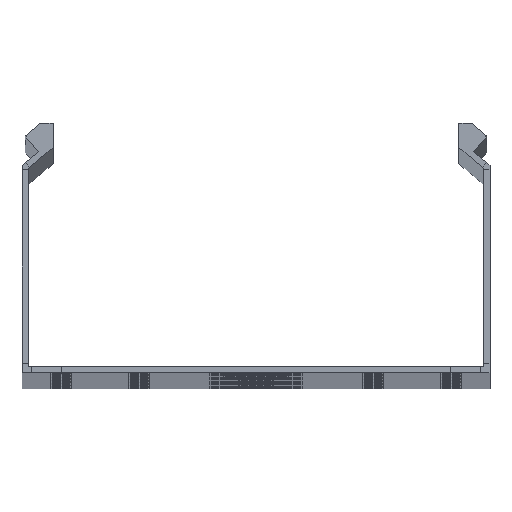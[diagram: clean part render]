
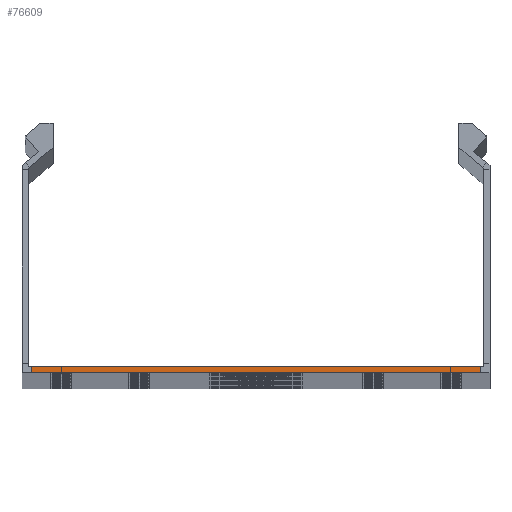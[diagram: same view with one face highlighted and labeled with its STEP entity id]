
A CAD part, top view. The second image highlights one B-rep face of the part: STEP entity #76609.
In plain terms, the highlighted planar face has unit normal (0, 0, 1).
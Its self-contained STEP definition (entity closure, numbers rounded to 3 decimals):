
#279 = CARTESIAN_POINT ( 'NONE',  ( -75., 0., 1500. ) ) ;
#8256 = VECTOR ( 'NONE', #82689, 1000. ) ;
#13356 = CARTESIAN_POINT ( 'NONE',  ( 72., 0., 1500. ) ) ;
#13367 = VECTOR ( 'NONE', #34756, 1000. ) ;
#29043 = VERTEX_POINT ( 'NONE', #72673 ) ;
#29076 = CARTESIAN_POINT ( 'NONE',  ( 73., 3., 1500. ) ) ;
#31527 = ORIENTED_EDGE ( 'NONE', *, *, #44005, .T. ) ;
#34756 = DIRECTION ( 'NONE',  ( 0., 1., 0. ) ) ;
#35446 = ORIENTED_EDGE ( 'NONE', *, *, #60871, .T. ) ;
#36038 = LINE ( 'NONE', #13356, #13367 ) ;
#39076 = CARTESIAN_POINT ( 'NONE',  ( -75., 2., 1500. ) ) ;
#40537 = CARTESIAN_POINT ( 'NONE',  ( 72., 0., 1500. ) ) ;
#44005 = EDGE_CURVE ( 'NONE', #86394, #29043, #36038, .T. ) ;
#44422 = EDGE_CURVE ( 'NONE', #86394, #82031, #53601, .T. ) ;
#45947 = DIRECTION ( 'NONE',  ( -1., 0., 0. ) ) ;
#49220 = DIRECTION ( 'NONE',  ( 1., 0., 0. ) ) ;
#53601 = LINE ( 'NONE', #279, #55760 ) ;
#55760 = VECTOR ( 'NONE', #57213, 1000. ) ;
#57076 = PLANE ( 'NONE',  #81243 ) ;
#57213 = DIRECTION ( 'NONE',  ( -1., 0., 0. ) ) ;
#58256 = LINE ( 'NONE', #39076, #63625 ) ;
#60871 = EDGE_CURVE ( 'NONE', #29043, #62372, #58256, .T. ) ;
#62372 = VERTEX_POINT ( 'NONE', #88531 ) ;
#63625 = VECTOR ( 'NONE', #45947, 1000. ) ;
#65356 = EDGE_CURVE ( 'NONE', #62372, #82031, #65488, .T. ) ;
#65488 = LINE ( 'NONE', #84844, #8256 ) ;
#71015 = DIRECTION ( 'NONE',  ( 0., 0., 1. ) ) ;
#71218 = CARTESIAN_POINT ( 'NONE',  ( -72., 0., 1500. ) ) ;
#72673 = CARTESIAN_POINT ( 'NONE',  ( 72., 2., 1500. ) ) ;
#75018 = EDGE_LOOP ( 'NONE', ( #88286, #31527, #35446, #81238 ) ) ;
#76609 = ADVANCED_FACE ( 'NONE', ( #88968 ), #57076, .T. ) ;
#81238 = ORIENTED_EDGE ( 'NONE', *, *, #65356, .T. ) ;
#81243 = AXIS2_PLACEMENT_3D ( 'NONE', #29076, #71015, #49220 ) ;
#82031 = VERTEX_POINT ( 'NONE', #71218 ) ;
#82689 = DIRECTION ( 'NONE',  ( 0., -1., 0. ) ) ;
#84844 = CARTESIAN_POINT ( 'NONE',  ( -72., 2., 1500. ) ) ;
#86394 = VERTEX_POINT ( 'NONE', #40537 ) ;
#88286 = ORIENTED_EDGE ( 'NONE', *, *, #44422, .F. ) ;
#88531 = CARTESIAN_POINT ( 'NONE',  ( -72., 2., 1500. ) ) ;
#88968 = FACE_OUTER_BOUND ( 'NONE', #75018, .T. ) ;
